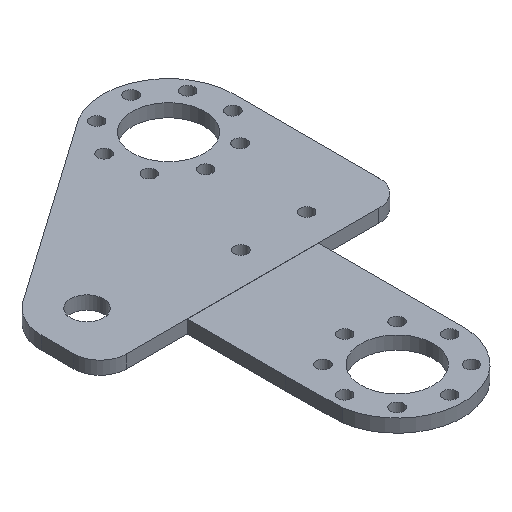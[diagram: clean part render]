
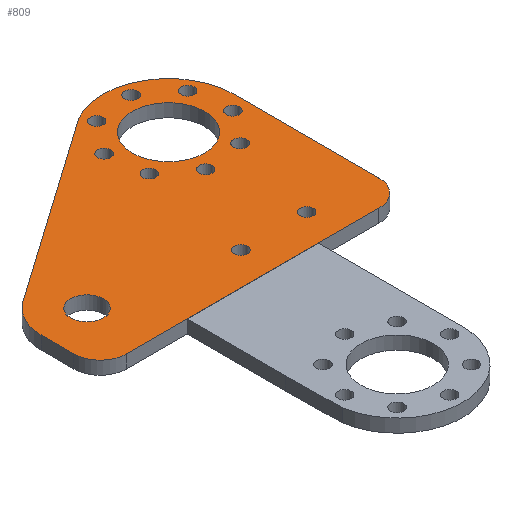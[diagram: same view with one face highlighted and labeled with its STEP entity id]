
A CAD part, isometric view. The second image highlights one B-rep face of the part: STEP entity #809.
In plain terms, the highlighted planar face has unit normal (0, 0, 1).
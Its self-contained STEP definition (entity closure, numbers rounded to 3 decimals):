
#57=FACE_BOUND('',#255,.T.);
#58=FACE_BOUND('',#256,.T.);
#59=FACE_BOUND('',#257,.T.);
#60=FACE_BOUND('',#258,.T.);
#61=FACE_BOUND('',#259,.T.);
#62=FACE_BOUND('',#260,.T.);
#63=FACE_BOUND('',#261,.T.);
#64=FACE_BOUND('',#262,.T.);
#65=FACE_BOUND('',#263,.T.);
#66=FACE_BOUND('',#264,.T.);
#67=FACE_BOUND('',#265,.T.);
#68=FACE_BOUND('',#266,.T.);
#89=CIRCLE('',#876,4.);
#106=CIRCLE('',#896,4.);
#107=CIRCLE('',#900,10.);
#108=CIRCLE('',#902,1.);
#109=CIRCLE('',#904,5.5);
#110=CIRCLE('',#906,1.);
#111=CIRCLE('',#908,1.);
#112=CIRCLE('',#910,1.);
#113=CIRCLE('',#912,1.);
#114=CIRCLE('',#914,1.);
#115=CIRCLE('',#916,1.);
#116=CIRCLE('',#918,1.);
#117=CIRCLE('',#920,1.);
#118=CIRCLE('',#922,1.);
#119=CIRCLE('',#924,2.5);
#120=CIRCLE('',#927,7.);
#185=FACE_OUTER_BOUND('',#254,.T.);
#254=EDGE_LOOP('',(#738,#739,#740,#741,#742,#743,#744,#745));
#255=EDGE_LOOP('',(#746));
#256=EDGE_LOOP('',(#747));
#257=EDGE_LOOP('',(#748));
#258=EDGE_LOOP('',(#749));
#259=EDGE_LOOP('',(#750));
#260=EDGE_LOOP('',(#751));
#261=EDGE_LOOP('',(#752));
#262=EDGE_LOOP('',(#753));
#263=EDGE_LOOP('',(#754));
#264=EDGE_LOOP('',(#755));
#265=EDGE_LOOP('',(#756));
#266=EDGE_LOOP('',(#757));
#296=LINE('',#1285,#349);
#301=LINE('',#1328,#354);
#303=LINE('',#1333,#356);
#319=LINE('',#1389,#372);
#349=VECTOR('',#1048,10.);
#354=VECTOR('',#1091,10.);
#356=VECTOR('',#1095,1000.);
#372=VECTOR('',#1165,1000.);
#403=VERTEX_POINT('',#1272);
#404=VERTEX_POINT('',#1273);
#408=VERTEX_POINT('',#1283);
#426=VERTEX_POINT('',#1323);
#427=VERTEX_POINT('',#1327);
#428=VERTEX_POINT('',#1331);
#429=VERTEX_POINT('',#1332);
#430=VERTEX_POINT('',#1337);
#431=VERTEX_POINT('',#1341);
#432=VERTEX_POINT('',#1345);
#433=VERTEX_POINT('',#1349);
#434=VERTEX_POINT('',#1353);
#435=VERTEX_POINT('',#1357);
#436=VERTEX_POINT('',#1361);
#437=VERTEX_POINT('',#1365);
#438=VERTEX_POINT('',#1369);
#439=VERTEX_POINT('',#1373);
#440=VERTEX_POINT('',#1377);
#441=VERTEX_POINT('',#1381);
#442=VERTEX_POINT('',#1385);
#488=EDGE_CURVE('',#403,#404,#89,.T.);
#494=EDGE_CURVE('',#403,#408,#296,.T.);
#513=EDGE_CURVE('',#426,#408,#106,.T.);
#515=EDGE_CURVE('',#427,#404,#301,.T.);
#517=EDGE_CURVE('',#428,#429,#303,.T.);
#520=EDGE_CURVE('',#430,#428,#107,.T.);
#522=EDGE_CURVE('',#431,#431,#108,.T.);
#524=EDGE_CURVE('',#432,#432,#109,.T.);
#526=EDGE_CURVE('',#433,#433,#110,.T.);
#528=EDGE_CURVE('',#434,#434,#111,.T.);
#530=EDGE_CURVE('',#435,#435,#112,.T.);
#532=EDGE_CURVE('',#436,#436,#113,.T.);
#535=EDGE_CURVE('',#437,#437,#114,.T.);
#537=EDGE_CURVE('',#438,#438,#115,.T.);
#538=EDGE_CURVE('',#439,#439,#116,.T.);
#540=EDGE_CURVE('',#440,#440,#117,.T.);
#542=EDGE_CURVE('',#441,#441,#118,.T.);
#545=EDGE_CURVE('',#442,#442,#119,.T.);
#546=EDGE_CURVE('',#430,#426,#319,.T.);
#547=EDGE_CURVE('',#429,#427,#120,.T.);
#738=ORIENTED_EDGE('',*,*,#488,.F.);
#739=ORIENTED_EDGE('',*,*,#494,.T.);
#740=ORIENTED_EDGE('',*,*,#513,.F.);
#741=ORIENTED_EDGE('',*,*,#546,.F.);
#742=ORIENTED_EDGE('',*,*,#520,.T.);
#743=ORIENTED_EDGE('',*,*,#517,.T.);
#744=ORIENTED_EDGE('',*,*,#547,.T.);
#745=ORIENTED_EDGE('',*,*,#515,.T.);
#746=ORIENTED_EDGE('',*,*,#545,.F.);
#747=ORIENTED_EDGE('',*,*,#542,.F.);
#748=ORIENTED_EDGE('',*,*,#540,.F.);
#749=ORIENTED_EDGE('',*,*,#538,.F.);
#750=ORIENTED_EDGE('',*,*,#537,.T.);
#751=ORIENTED_EDGE('',*,*,#535,.T.);
#752=ORIENTED_EDGE('',*,*,#532,.T.);
#753=ORIENTED_EDGE('',*,*,#530,.T.);
#754=ORIENTED_EDGE('',*,*,#528,.T.);
#755=ORIENTED_EDGE('',*,*,#526,.T.);
#756=ORIENTED_EDGE('',*,*,#524,.T.);
#757=ORIENTED_EDGE('',*,*,#522,.F.);
#770=PLANE('',#928);
#809=ADVANCED_FACE('',(#185,#57,#58,#59,#60,#61,#62,#63,#64,#65,#66,#67,
#68),#770,.T.);
#876=AXIS2_PLACEMENT_3D('',#1274,#1038,#1039);
#896=AXIS2_PLACEMENT_3D('',#1324,#1086,#1087);
#900=AXIS2_PLACEMENT_3D('',#1338,#1100,#1101);
#902=AXIS2_PLACEMENT_3D('',#1342,#1105,#1106);
#904=AXIS2_PLACEMENT_3D('',#1346,#1110,#1111);
#906=AXIS2_PLACEMENT_3D('',#1350,#1115,#1116);
#908=AXIS2_PLACEMENT_3D('',#1354,#1120,#1121);
#910=AXIS2_PLACEMENT_3D('',#1358,#1125,#1126);
#912=AXIS2_PLACEMENT_3D('',#1362,#1130,#1131);
#914=AXIS2_PLACEMENT_3D('',#1367,#1136,#1137);
#916=AXIS2_PLACEMENT_3D('',#1371,#1141,#1142);
#918=AXIS2_PLACEMENT_3D('',#1374,#1145,#1146);
#920=AXIS2_PLACEMENT_3D('',#1378,#1150,#1151);
#922=AXIS2_PLACEMENT_3D('',#1382,#1155,#1156);
#924=AXIS2_PLACEMENT_3D('',#1387,#1161,#1162);
#927=AXIS2_PLACEMENT_3D('',#1391,#1168,#1169);
#928=AXIS2_PLACEMENT_3D('',#1392,#1170,#1171);
#1038=DIRECTION('center_axis',(0.,0.,-1.));
#1039=DIRECTION('ref_axis',(-0.707,-0.707,0.));
#1048=DIRECTION('',(1.,0.,0.));
#1086=DIRECTION('center_axis',(0.,0.,-1.));
#1087=DIRECTION('ref_axis',(0.707,-0.707,0.));
#1091=DIRECTION('',(0.,-1.,0.));
#1095=DIRECTION('',(-0.819,-0.574,0.));
#1100=DIRECTION('center_axis',(0.,0.,1.));
#1101=DIRECTION('ref_axis',(1.,0.,0.));
#1105=DIRECTION('center_axis',(0.,0.,1.));
#1106=DIRECTION('ref_axis',(-1.,0.,0.));
#1110=DIRECTION('center_axis',(0.,0.,-1.));
#1111=DIRECTION('ref_axis',(-1.,0.,0.));
#1115=DIRECTION('center_axis',(0.,0.,-1.));
#1116=DIRECTION('ref_axis',(-1.,0.,0.));
#1120=DIRECTION('center_axis',(0.,0.,-1.));
#1121=DIRECTION('ref_axis',(-1.,0.,0.));
#1125=DIRECTION('center_axis',(0.,0.,-1.));
#1126=DIRECTION('ref_axis',(-1.,0.,0.));
#1130=DIRECTION('center_axis',(0.,0.,-1.));
#1131=DIRECTION('ref_axis',(-1.,0.,0.));
#1136=DIRECTION('center_axis',(0.,0.,-1.));
#1137=DIRECTION('ref_axis',(-1.,0.,0.));
#1141=DIRECTION('center_axis',(0.,0.,-1.));
#1142=DIRECTION('ref_axis',(-1.,0.,0.));
#1145=DIRECTION('center_axis',(0.,0.,1.));
#1146=DIRECTION('ref_axis',(-1.,0.,0.));
#1150=DIRECTION('center_axis',(0.,0.,1.));
#1151=DIRECTION('ref_axis',(-1.,0.,0.));
#1155=DIRECTION('center_axis',(0.,0.,1.));
#1156=DIRECTION('ref_axis',(-1.,0.,0.));
#1161=DIRECTION('center_axis',(0.,0.,1.));
#1162=DIRECTION('ref_axis',(1.,0.,0.));
#1165=DIRECTION('',(0.,-1.,0.));
#1168=DIRECTION('center_axis',(0.,0.,1.));
#1169=DIRECTION('ref_axis',(1.,0.,0.));
#1170=DIRECTION('center_axis',(0.,0.,1.));
#1171=DIRECTION('ref_axis',(1.,0.,0.));
#1272=CARTESIAN_POINT('',(-3.,-9.013,-49.));
#1273=CARTESIAN_POINT('',(-7.,-5.013,-49.));
#1274=CARTESIAN_POINT('Origin',(-3.,-5.013,-49.));
#1283=CARTESIAN_POINT('',(35.429,-9.013,-49.));
#1285=CARTESIAN_POINT('',(-3.5,-9.013,-49.));
#1323=CARTESIAN_POINT('',(39.429,-5.013,-49.));
#1324=CARTESIAN_POINT('Origin',(35.429,-5.013,-49.));
#1327=CARTESIAN_POINT('',(-7.,0.,-49.));
#1328=CARTESIAN_POINT('',(-7.,0.,-49.));
#1331=CARTESIAN_POINT('',(24.421,25.683,-49.));
#1332=CARTESIAN_POINT('',(-4.02,5.73,-49.));
#1333=CARTESIAN_POINT('',(-4.02,5.73,-49.));
#1337=CARTESIAN_POINT('',(39.429,17.027,-49.));
#1338=CARTESIAN_POINT('Origin',(29.429,17.027,-49.));
#1341=CARTESIAN_POINT('',(32.492,24.757,-49.));
#1342=CARTESIAN_POINT('Origin',(31.492,24.757,-49.));
#1345=CARTESIAN_POINT('',(34.929,17.027,-49.));
#1346=CARTESIAN_POINT('Origin',(29.429,17.027,-49.));
#1349=CARTESIAN_POINT('',(26.423,23.952,-49.));
#1350=CARTESIAN_POINT('Origin',(25.423,23.952,-49.));
#1353=CARTESIAN_POINT('',(22.7,19.091,-49.));
#1354=CARTESIAN_POINT('Origin',(21.7,19.091,-49.));
#1357=CARTESIAN_POINT('',(23.505,13.021,-49.));
#1358=CARTESIAN_POINT('Origin',(22.505,13.021,-49.));
#1361=CARTESIAN_POINT('',(38.158,14.964,-49.));
#1362=CARTESIAN_POINT('Origin',(37.158,14.964,-49.));
#1365=CARTESIAN_POINT('',(18.409,-4.013,-49.));
#1367=CARTESIAN_POINT('Origin',(19.409,-4.013,-49.));
#1369=CARTESIAN_POINT('',(28.429,-4.013,-49.));
#1371=CARTESIAN_POINT('Origin',(29.429,-4.013,-49.));
#1373=CARTESIAN_POINT('',(37.353,21.034,-49.));
#1374=CARTESIAN_POINT('Origin',(36.353,21.034,-49.));
#1377=CARTESIAN_POINT('',(34.435,10.103,-49.));
#1378=CARTESIAN_POINT('Origin',(33.435,10.103,-49.));
#1381=CARTESIAN_POINT('',(28.366,9.298,-49.));
#1382=CARTESIAN_POINT('Origin',(27.366,9.298,-49.));
#1385=CARTESIAN_POINT('',(-2.5,0.,-49.));
#1387=CARTESIAN_POINT('Origin',(0.,0.,-49.));
#1389=CARTESIAN_POINT('',(39.429,0.,-49.));
#1391=CARTESIAN_POINT('Origin',(0.,0.,-49.));
#1392=CARTESIAN_POINT('Origin',(0.,0.,-49.));
